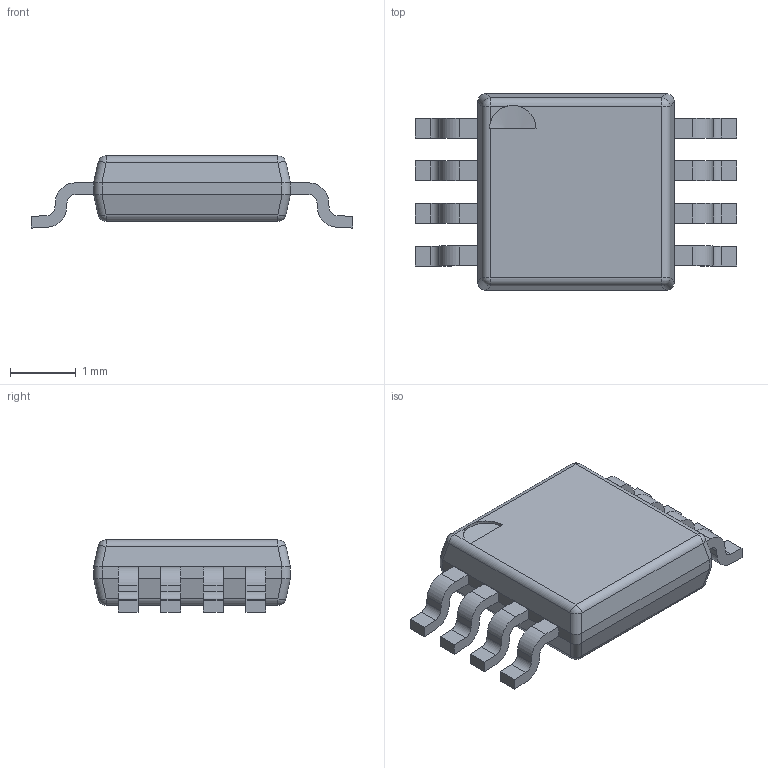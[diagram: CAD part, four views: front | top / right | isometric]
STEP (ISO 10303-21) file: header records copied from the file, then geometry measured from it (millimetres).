
FILE_DESCRIPTION (( 'STEP AP214' ), '1' );
FILE_NAME ('SOP65P490X110-8N.STEP', '2024-01-10T03:23:42', ( '' ), ( '' ), 'SwSTEP 2.0', 'SolidWorks 2022', '' );
FILE_SCHEMA (( 'AUTOMOTIVE_DESIGN' ));
Length unit declared in the file: millimetre
Products named in the file (4): BODY_MUA08A.stp; LEAD_MUA08A.stp; SOP65P490X110-8N.stp; SOP65P490X110-8N
Assembly tree (10 placements, depth 3):
  SOP65P490X110-8N
    SOP65P490X110-8N.stp
      BODY_MUA08A.stp
      LEAD_MUA08A.stp  x8
Bounding box: 4.9 x 3 x 1.1 mm (x, y, z)
Volume: 9 mm3; surface area: 37.6 mm2
Topology: 9 solids, 9 shells, 158 faces, 396 edges, 256 vertices
Faces by surface type: plane 96, cylinder 53, sphere 9
Entity records: 1976 total; most frequent: CARTESIAN_POINT 429, DIRECTION 303, ORIENTED_EDGE 288, EDGE_CURVE 144, AXIS2_PLACEMENT_3D 111, VERTEX_POINT 88, VECTOR 81, LINE 81
